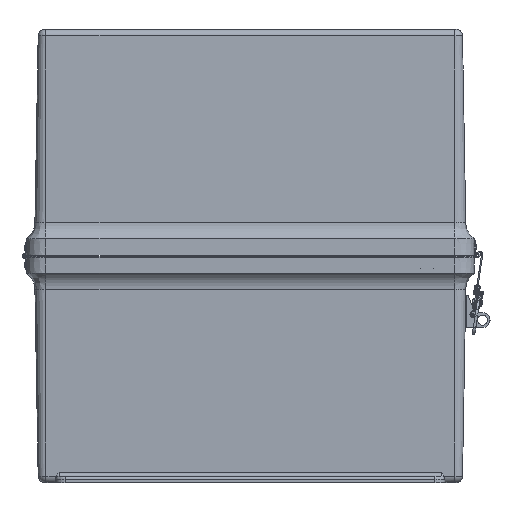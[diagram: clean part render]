
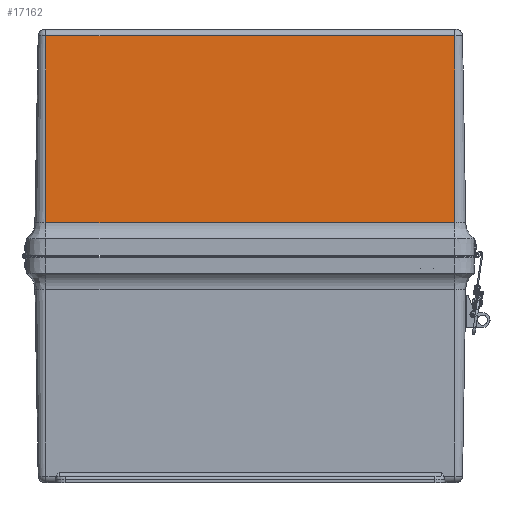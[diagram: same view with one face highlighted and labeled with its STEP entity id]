
A CAD part, front view. The second image highlights one B-rep face of the part: STEP entity #17162.
In plain terms, the highlighted planar face has unit normal (0, -1, 0.018).
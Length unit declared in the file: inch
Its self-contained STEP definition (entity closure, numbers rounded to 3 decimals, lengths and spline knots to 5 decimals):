
#4748 = VERTEX_POINT ( 'NONE', #10160 ) ;
#6961 = CARTESIAN_POINT ( 'NONE',  ( -7.74998, -10.16606, 1.28774 ) ) ;
#8399 = LINE ( 'NONE', #99231, #81333 ) ;
#10160 = CARTESIAN_POINT ( 'NONE',  ( 7.74998, -10.04234, 8.37605 ) ) ;
#17162 = ADVANCED_FACE ( 'NONE', ( #72328 ), #84962, .T. ) ;
#20798 = CARTESIAN_POINT ( 'NONE',  ( 3.87499, -10.04234, 8.37605 ) ) ;
#22109 = ORIENTED_EDGE ( 'NONE', *, *, #67671, .T. ) ;
#24334 = VECTOR ( 'NONE', #42067, 39.37008 ) ;
#25577 = LINE ( 'NONE', #27832, #24334 ) ;
#27242 = ORIENTED_EDGE ( 'NONE', *, *, #84987, .T. ) ;
#27832 = CARTESIAN_POINT ( 'NONE',  ( 7.74998, -10.16606, 1.28774 ) ) ;
#27848 = DIRECTION ( 'NONE',  ( 0., 0.017, 1. ) ) ;
#28478 = EDGE_LOOP ( 'NONE', ( #93942, #22109, #27242, #33426 ) ) ;
#33426 = ORIENTED_EDGE ( 'NONE', *, *, #90757, .T. ) ;
#33890 = VERTEX_POINT ( 'NONE', #6961 ) ;
#42067 = DIRECTION ( 'NONE',  ( 1., 0., 0. ) ) ;
#55288 = VECTOR ( 'NONE', #76280, 39.37008 ) ;
#56959 = VECTOR ( 'NONE', #91764, 39.37008 ) ;
#58886 = LINE ( 'NONE', #60239, #55288 ) ;
#60239 = CARTESIAN_POINT ( 'NONE',  ( -7.74998, -10.18745, 0.06246 ) ) ;
#60922 = CARTESIAN_POINT ( 'NONE',  ( -7.74998, -10.04234, 8.37605 ) ) ;
#64305 = LINE ( 'NONE', #20798, #56959 ) ;
#67671 = EDGE_CURVE ( 'NONE', #83301, #33890, #58886, .T. ) ;
#72328 = FACE_OUTER_BOUND ( 'NONE', #28478, .T. ) ;
#74382 = DIRECTION ( 'NONE',  ( 0., -1., 0.017 ) ) ;
#75374 = AXIS2_PLACEMENT_3D ( 'NONE', #90003, #74382, #27848 ) ;
#76280 = DIRECTION ( 'NONE',  ( 0., -0.017, -1. ) ) ;
#81333 = VECTOR ( 'NONE', #98559, 39.37008 ) ;
#83301 = VERTEX_POINT ( 'NONE', #60922 ) ;
#84962 = PLANE ( 'NONE',  #75374 ) ;
#84987 = EDGE_CURVE ( 'NONE', #33890, #85358, #25577, .T. ) ;
#85213 = CARTESIAN_POINT ( 'NONE',  ( 7.74998, -10.16606, 1.28774 ) ) ;
#85358 = VERTEX_POINT ( 'NONE', #85213 ) ;
#90003 = CARTESIAN_POINT ( 'NONE',  ( 7.74998, -10.18745, 0.06246 ) ) ;
#90625 = EDGE_CURVE ( 'NONE', #83301, #4748, #64305, .T. ) ;
#90757 = EDGE_CURVE ( 'NONE', #85358, #4748, #8399, .T. ) ;
#91764 = DIRECTION ( 'NONE',  ( 1., 0., 0. ) ) ;
#93942 = ORIENTED_EDGE ( 'NONE', *, *, #90625, .F. ) ;
#98559 = DIRECTION ( 'NONE',  ( 0., 0.017, 1. ) ) ;
#99231 = CARTESIAN_POINT ( 'NONE',  ( 7.74998, -10.18745, 0.06246 ) ) ;
